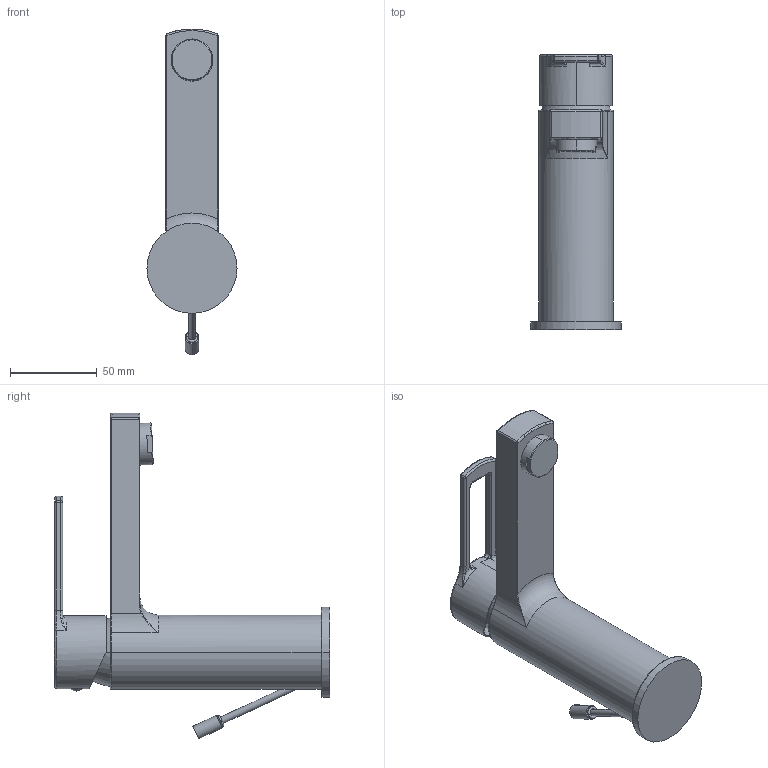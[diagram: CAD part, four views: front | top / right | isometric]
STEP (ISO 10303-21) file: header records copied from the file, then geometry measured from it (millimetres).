
FILE_DESCRIPTION((''),'2;1');
FILE_NAME('RIN075CR','2020-12-22T14:47:54',('stefano.gianpani'),('PAFFONI SpA'),'CREO PARAMETRIC BY PTC INC, 2020044','CREO PARAMETRIC BY PTC INC, 2020044','');
FILE_SCHEMA(('CONFIG_CONTROL_DESIGN','SHAPE_APPEARANCE_LAYERS_GROUPS'));
Length unit declared in the file: millimetre
Products named in the file (1): RIN075CR
Bounding box: 52 x 158.92 x 187.79 mm (x, y, z)
Volume: 278309.5 mm3; surface area: 47937.4 mm2
Topology: 3 solids, 3 shells, 271 faces, 638 edges, 368 vertices
Faces by surface type: cylinder 80, plane 60, torus 49, bspline 41, sphere 22, cone 19
Entity records: 13721 total; most frequent: CARTESIAN_POINT 5624, ORIENTED_EDGE 1266, DIRECTION 1231, EDGE_CURVE 633, AXIS2_PLACEMENT_3D 517, VERTEX_POINT 368, FILL_AREA_STYLE_COLOUR 313, FILL_AREA_STYLE 313
